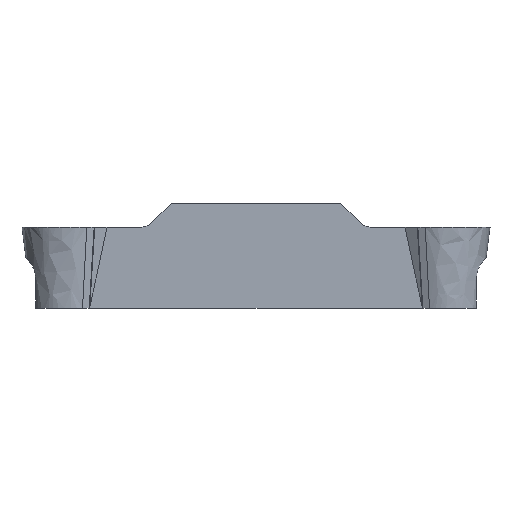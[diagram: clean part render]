
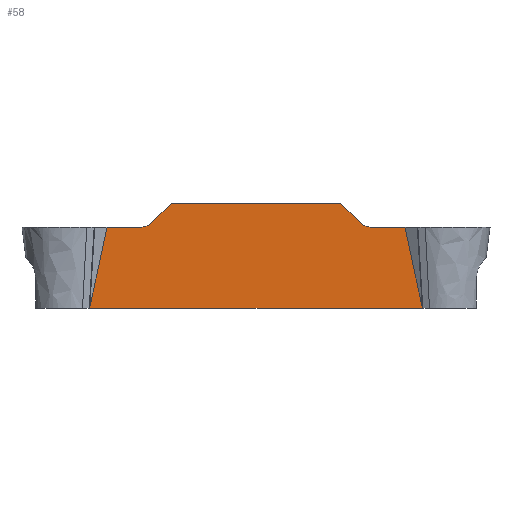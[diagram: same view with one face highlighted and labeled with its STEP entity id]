
A CAD part, left-side view. The second image highlights one B-rep face of the part: STEP entity #58.
In plain terms, the highlighted planar face has unit normal (-1, 0, 0).
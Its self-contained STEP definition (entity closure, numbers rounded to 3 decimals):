
#39=CIRCLE('',#587,1.);
#40=CIRCLE('',#588,1.);
#58=ADVANCED_FACE('',(#104),#84,.T.);
#84=PLANE('',#589);
#104=FACE_OUTER_BOUND('',#132,.T.);
#132=EDGE_LOOP('',(#277,#278,#279,#280,#281,#282,#283,#284,#285,#286,#287,
#288));
#163=LINE('',#790,#207);
#167=LINE('',#1019,#211);
#168=LINE('',#1031,#212);
#169=LINE('',#1033,#213);
#170=LINE('',#1037,#214);
#171=LINE('',#1039,#215);
#172=LINE('',#1041,#216);
#173=LINE('',#1045,#217);
#207=VECTOR('',#624,1.);
#211=VECTOR('',#630,1.);
#212=VECTOR('',#631,1.);
#213=VECTOR('',#632,1.);
#214=VECTOR('',#635,1.);
#215=VECTOR('',#636,1.);
#216=VECTOR('',#637,1.);
#217=VECTOR('',#640,1.);
#277=ORIENTED_EDGE('',*,*,#481,.T.);
#278=ORIENTED_EDGE('',*,*,#482,.T.);
#279=ORIENTED_EDGE('',*,*,#466,.T.);
#280=ORIENTED_EDGE('',*,*,#483,.T.);
#281=ORIENTED_EDGE('',*,*,#484,.T.);
#282=ORIENTED_EDGE('',*,*,#485,.F.);
#283=ORIENTED_EDGE('',*,*,#486,.F.);
#284=ORIENTED_EDGE('',*,*,#487,.F.);
#285=ORIENTED_EDGE('',*,*,#488,.F.);
#286=ORIENTED_EDGE('',*,*,#489,.F.);
#287=ORIENTED_EDGE('',*,*,#490,.F.);
#288=ORIENTED_EDGE('',*,*,#491,.F.);
#414=VERTEX_POINT('',#789);
#415=VERTEX_POINT('',#791);
#425=VERTEX_POINT('',#1020);
#426=VERTEX_POINT('',#1021);
#427=VERTEX_POINT('',#1030);
#428=VERTEX_POINT('',#1032);
#429=VERTEX_POINT('',#1034);
#430=VERTEX_POINT('',#1036);
#431=VERTEX_POINT('',#1038);
#432=VERTEX_POINT('',#1040);
#433=VERTEX_POINT('',#1042);
#434=VERTEX_POINT('',#1044);
#466=EDGE_CURVE('',#415,#414,#163,.T.);
#481=EDGE_CURVE('',#425,#426,#167,.T.);
#482=EDGE_CURVE('',#426,#415,#555,.T.);
#483=EDGE_CURVE('',#414,#427,#556,.T.);
#484=EDGE_CURVE('',#427,#428,#168,.T.);
#485=EDGE_CURVE('',#429,#428,#169,.T.);
#486=EDGE_CURVE('',#430,#429,#39,.T.);
#487=EDGE_CURVE('',#431,#430,#170,.T.);
#488=EDGE_CURVE('',#432,#431,#171,.T.);
#489=EDGE_CURVE('',#433,#432,#172,.T.);
#490=EDGE_CURVE('',#434,#433,#40,.T.);
#491=EDGE_CURVE('',#425,#434,#173,.T.);
#555=B_SPLINE_CURVE_WITH_KNOTS('',3,(#1022,#1023,#1024,#1025),
 .UNSPECIFIED.,.F.,.F.,(4,4),(0.,1.),.UNSPECIFIED.);
#556=B_SPLINE_CURVE_WITH_KNOTS('',3,(#1026,#1027,#1028,#1029),
 .UNSPECIFIED.,.F.,.F.,(4,4),(0.,1.),.UNSPECIFIED.);
#587=AXIS2_PLACEMENT_3D('',#1035,#633,#634);
#588=AXIS2_PLACEMENT_3D('',#1043,#638,#639);
#589=AXIS2_PLACEMENT_3D('',#1046,#641,#642);
#624=DIRECTION('',(0.,-1.,0.));
#630=DIRECTION('',(0.,0.209,-0.978));
#631=DIRECTION('',(0.,0.209,0.978));
#632=DIRECTION('',(0.,-1.,0.));
#633=DIRECTION('',(-1.,0.,0.));
#634=DIRECTION('',(0.,0.,1.));
#635=DIRECTION('',(0.,-0.707,-0.707));
#636=DIRECTION('',(0.,-1.,0.));
#637=DIRECTION('',(0.,-0.707,0.707));
#638=DIRECTION('',(-1.,0.,0.));
#639=DIRECTION('',(0.,0.,1.));
#640=DIRECTION('',(0.,-1.,0.));
#641=DIRECTION('',(-1.,0.,0.));
#642=DIRECTION('',(0.,0.,1.));
#789=CARTESIAN_POINT('',(-1.6,3.186,-4.495));
#790=CARTESIAN_POINT('',(-1.6,24.65,-4.495));
#791=CARTESIAN_POINT('',(-1.6,21.644,-4.495));
#1019=CARTESIAN_POINT('',(-1.6,20.59,0.426));
#1020=CARTESIAN_POINT('',(-1.6,20.682,0.));
#1021=CARTESIAN_POINT('',(-1.6,21.642,-4.486));
#1022=CARTESIAN_POINT('',(-1.6,21.642,-4.486));
#1023=CARTESIAN_POINT('',(-1.6,21.643,-4.489));
#1024=CARTESIAN_POINT('',(-1.6,21.643,-4.492));
#1025=CARTESIAN_POINT('',(-1.6,21.644,-4.495));
#1026=CARTESIAN_POINT('',(-1.6,3.186,-4.495));
#1027=CARTESIAN_POINT('',(-1.6,3.187,-4.492));
#1028=CARTESIAN_POINT('',(-1.6,3.187,-4.489));
#1029=CARTESIAN_POINT('',(-1.6,3.188,-4.486));
#1030=CARTESIAN_POINT('',(-1.6,3.188,-4.486));
#1031=CARTESIAN_POINT('',(-1.6,5.312,5.435));
#1032=CARTESIAN_POINT('',(-1.6,4.148,0.));
#1033=CARTESIAN_POINT('',(-1.6,24.65,0.));
#1034=CARTESIAN_POINT('',(-1.6,5.99,0.));
#1035=CARTESIAN_POINT('',(-1.6,5.99,1.));
#1036=CARTESIAN_POINT('',(-1.6,6.697,0.293));
#1037=CARTESIAN_POINT('',(-1.6,16.175,9.77));
#1038=CARTESIAN_POINT('',(-1.6,7.7,1.295));
#1039=CARTESIAN_POINT('',(-1.6,24.65,1.295));
#1040=CARTESIAN_POINT('',(-1.6,17.13,1.295));
#1041=CARTESIAN_POINT('',(-1.6,20.89,-2.465));
#1042=CARTESIAN_POINT('',(-1.6,18.133,0.293));
#1043=CARTESIAN_POINT('',(-1.6,18.84,1.));
#1044=CARTESIAN_POINT('',(-1.6,18.84,0.));
#1045=CARTESIAN_POINT('',(-1.6,24.65,0.));
#1046=CARTESIAN_POINT('',(-1.6,24.65,1.295));
